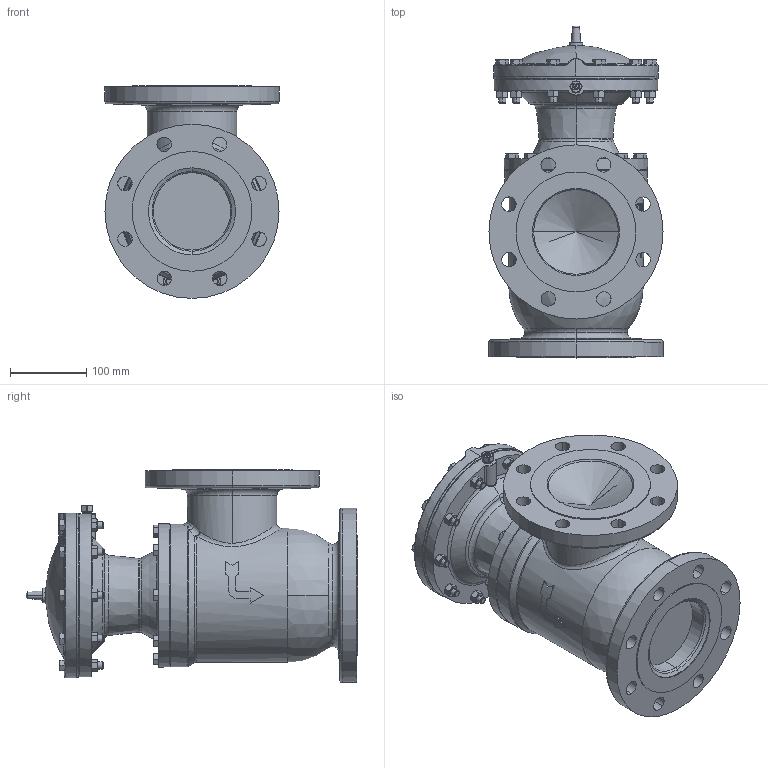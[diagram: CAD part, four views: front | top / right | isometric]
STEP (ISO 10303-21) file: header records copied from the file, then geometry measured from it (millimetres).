
FILE_DESCRIPTION (( 'STEP AP203' ), '1' );
FILE_NAME ('4 INCH 425 FMA PB PO-D (ELM).STEP', '2017-05-04T14:17:26', ( '' ), ( '' ), 'SwSTEP 2.0', 'SolidWorks 2016', '' );
FILE_SCHEMA (( 'CONFIG_CONTROL_DESIGN' ));
Length unit declared in the file: inch
Products named in the file (1): 4 INCH 425 FMA PB PO-D (ELM)
Bounding box: 228.6 x 435.77 x 279.4 mm (x, y, z)
Volume: 7952591.9 mm3; surface area: 601082.4 mm2
Topology: 1 solids, 1 shells, 1119 faces, 2708 edges, 1653 vertices
Faces by surface type: plane 460, cone 284, cylinder 160, bspline 150, torus 49, sphere 16
Entity records: 42975 total; most frequent: CARTESIAN_POINT 18698, ORIENTED_EDGE 5372, DIRECTION 4502, EDGE_CURVE 2686, AXIS2_PLACEMENT_3D 1764, VERTEX_POINT 1653, EDGE_LOOP 1249, FACE_OUTER_BOUND 1119
